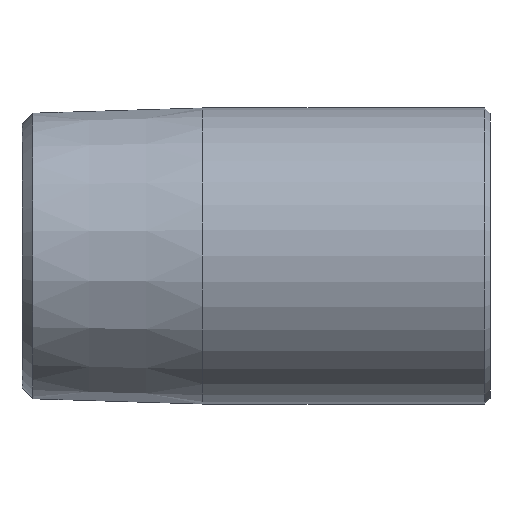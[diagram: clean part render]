
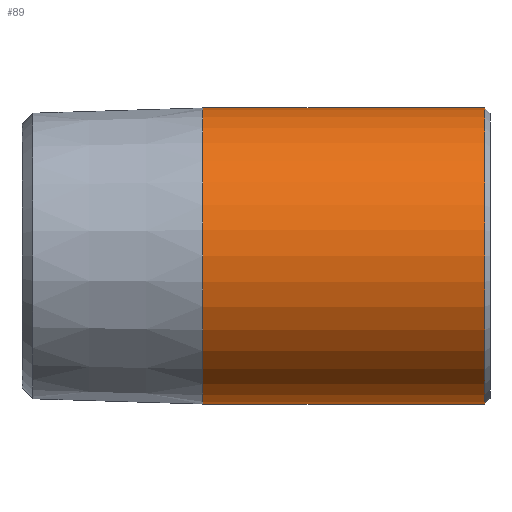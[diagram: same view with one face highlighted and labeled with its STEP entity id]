
A CAD part, left-side view. The second image highlights one B-rep face of the part: STEP entity #89.
In plain terms, the highlighted cylindrical face has radius 13.6 mm (diameter 27.2 mm), a partial arc.
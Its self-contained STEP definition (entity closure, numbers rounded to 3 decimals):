
#3 = DIRECTION ( 'NONE',  ( 0., 0., -1. ) ) ;
#27 = EDGE_CURVE ( 'NONE', #415, #380, #165, .T. ) ;
#49 = VERTEX_POINT ( 'NONE', #356 ) ;
#55 = EDGE_CURVE ( 'NONE', #125, #49, #167, .T. ) ;
#74 = DIRECTION ( 'NONE',  ( 0., 1., 0. ) ) ;
#78 = DIRECTION ( 'NONE',  ( 0., 1., 0. ) ) ;
#81 = CARTESIAN_POINT ( 'NONE',  ( 0., 21.5, 0. ) ) ;
#86 = CARTESIAN_POINT ( 'NONE',  ( 0., 21.5, 13.6 ) ) ;
#88 = CARTESIAN_POINT ( 'NONE',  ( 0., -21., 0. ) ) ;
#89 = ADVANCED_FACE ( 'NONE', ( #182 ), #174, .T. ) ;
#91 = VECTOR ( 'NONE', #78, 1000. ) ;
#97 = CARTESIAN_POINT ( 'NONE',  ( 0., 21.5, -13.6 ) ) ;
#110 = ORIENTED_EDGE ( 'NONE', *, *, #27, .T. ) ;
#125 = VERTEX_POINT ( 'NONE', #363 ) ;
#146 = ORIENTED_EDGE ( 'NONE', *, *, #441, .F. ) ;
#151 = ORIENTED_EDGE ( 'NONE', *, *, #55, .F. ) ;
#165 = CIRCLE ( 'NONE', #228, 13.6 ) ;
#167 = CIRCLE ( 'NONE', #298, 13.6 ) ;
#174 = CYLINDRICAL_SURFACE ( 'NONE', #386, 13.6 ) ;
#182 = FACE_OUTER_BOUND ( 'NONE', #414, .T. ) ;
#215 = VECTOR ( 'NONE', #74, 1000. ) ;
#222 = CARTESIAN_POINT ( 'NONE',  ( 0., -21., -13.6 ) ) ;
#223 = LINE ( 'NONE', #97, #215 ) ;
#228 = AXIS2_PLACEMENT_3D ( 'NONE', #88, #277, #3 ) ;
#246 = LINE ( 'NONE', #86, #91 ) ;
#277 = DIRECTION ( 'NONE',  ( 0., 1., 0. ) ) ;
#298 = AXIS2_PLACEMENT_3D ( 'NONE', #330, #340, #343 ) ;
#326 = DIRECTION ( 'NONE',  ( 0., 1., 0. ) ) ;
#330 = CARTESIAN_POINT ( 'NONE',  ( 0., 4.9, 0. ) ) ;
#340 = DIRECTION ( 'NONE',  ( 0., 1., 0. ) ) ;
#343 = DIRECTION ( 'NONE',  ( 0., 0., 1. ) ) ;
#353 = CARTESIAN_POINT ( 'NONE',  ( 0., -21., 13.6 ) ) ;
#356 = CARTESIAN_POINT ( 'NONE',  ( 0., 4.9, 13.6 ) ) ;
#363 = CARTESIAN_POINT ( 'NONE',  ( 0., 4.9, -13.6 ) ) ;
#375 = DIRECTION ( 'NONE',  ( 0., 0., 1. ) ) ;
#380 = VERTEX_POINT ( 'NONE', #353 ) ;
#386 = AXIS2_PLACEMENT_3D ( 'NONE', #81, #326, #375 ) ;
#414 = EDGE_LOOP ( 'NONE', ( #146, #110, #420, #151 ) ) ;
#415 = VERTEX_POINT ( 'NONE', #222 ) ;
#420 = ORIENTED_EDGE ( 'NONE', *, *, #432, .T. ) ;
#432 = EDGE_CURVE ( 'NONE', #380, #49, #246, .T. ) ;
#441 = EDGE_CURVE ( 'NONE', #415, #125, #223, .T. ) ;
